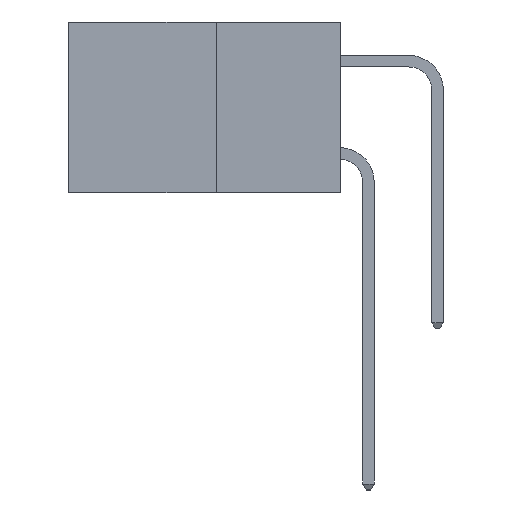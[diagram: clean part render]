
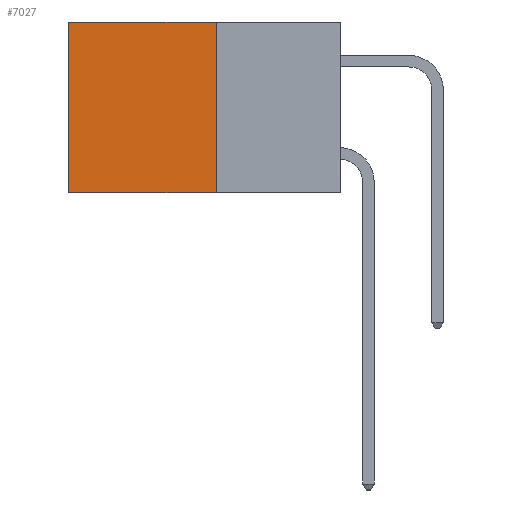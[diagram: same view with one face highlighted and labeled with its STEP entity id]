
A CAD part, left-side view. The second image highlights one B-rep face of the part: STEP entity #7027.
In plain terms, the highlighted planar face has unit normal (-1, 0, 0).
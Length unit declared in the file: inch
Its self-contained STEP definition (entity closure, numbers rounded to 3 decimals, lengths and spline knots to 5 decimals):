
#1 = FACE_OUTER_BOUND ( 'NONE', #9349, .T. ) ;
#68 = EDGE_CURVE ( 'NONE', #2938, #11127, #8891, .T. ) ;
#1634 = DIRECTION ( 'NONE',  ( 1., 0., 0. ) ) ;
#1948 = VECTOR ( 'NONE', #9282, 39.37008 ) ;
#1983 = CARTESIAN_POINT ( 'NONE',  ( 0.277, 0.27, 0. ) ) ;
#2024 = DIRECTION ( 'NONE',  ( 0., 1., 0. ) ) ;
#2556 = CARTESIAN_POINT ( 'NONE',  ( 0.277, 0.59, 0. ) ) ;
#2753 = ORIENTED_EDGE ( 'NONE', *, *, #68, .F. ) ;
#2774 = EDGE_CURVE ( 'NONE', #2938, #8578, #3721, .T. ) ;
#2938 = VERTEX_POINT ( 'NONE', #3781 ) ;
#3113 = EDGE_CURVE ( 'NONE', #11127, #7036, #8270, .T. ) ;
#3721 = LINE ( 'NONE', #1983, #5767 ) ;
#3762 = LINE ( 'NONE', #5981, #10924 ) ;
#3781 = CARTESIAN_POINT ( 'NONE',  ( 0.277, 0.27, 0. ) ) ;
#4542 = VECTOR ( 'NONE', #6648, 39.37008 ) ;
#5767 = VECTOR ( 'NONE', #2024, 39.37008 ) ;
#5981 = CARTESIAN_POINT ( 'NONE',  ( 0.277, 0.59, -0.37 ) ) ;
#6648 = DIRECTION ( 'NONE',  ( 0., 1., 0. ) ) ;
#6657 = CARTESIAN_POINT ( 'NONE',  ( 0.277, 0.27, -0.37 ) ) ;
#6882 = PLANE ( 'NONE',  #7803 ) ;
#7027 = ADVANCED_FACE ( 'NONE', ( #1 ), #6882, .F. ) ;
#7036 = VERTEX_POINT ( 'NONE', #9503 ) ;
#7402 = CARTESIAN_POINT ( 'NONE',  ( 0.277, 0.27, -0.37 ) ) ;
#7713 = DIRECTION ( 'NONE',  ( 0., 0., -1. ) ) ;
#7803 = AXIS2_PLACEMENT_3D ( 'NONE', #10333, #1634, #7713 ) ;
#8270 = LINE ( 'NONE', #6657, #4542 ) ;
#8578 = VERTEX_POINT ( 'NONE', #2556 ) ;
#8736 = CARTESIAN_POINT ( 'NONE',  ( 0.277, 0.27, -0.37 ) ) ;
#8843 = ORIENTED_EDGE ( 'NONE', *, *, #10628, .T. ) ;
#8891 = LINE ( 'NONE', #8736, #1948 ) ;
#9135 = ORIENTED_EDGE ( 'NONE', *, *, #3113, .F. ) ;
#9282 = DIRECTION ( 'NONE',  ( 0., 0., -1. ) ) ;
#9349 = EDGE_LOOP ( 'NONE', ( #8843, #9135, #2753, #9701 ) ) ;
#9503 = CARTESIAN_POINT ( 'NONE',  ( 0.277, 0.59, -0.37 ) ) ;
#9701 = ORIENTED_EDGE ( 'NONE', *, *, #2774, .T. ) ;
#10333 = CARTESIAN_POINT ( 'NONE',  ( 0.277, 0.27, -0.37 ) ) ;
#10628 = EDGE_CURVE ( 'NONE', #8578, #7036, #3762, .T. ) ;
#10924 = VECTOR ( 'NONE', #11135, 39.37008 ) ;
#11127 = VERTEX_POINT ( 'NONE', #7402 ) ;
#11135 = DIRECTION ( 'NONE',  ( 0., 0., -1. ) ) ;
